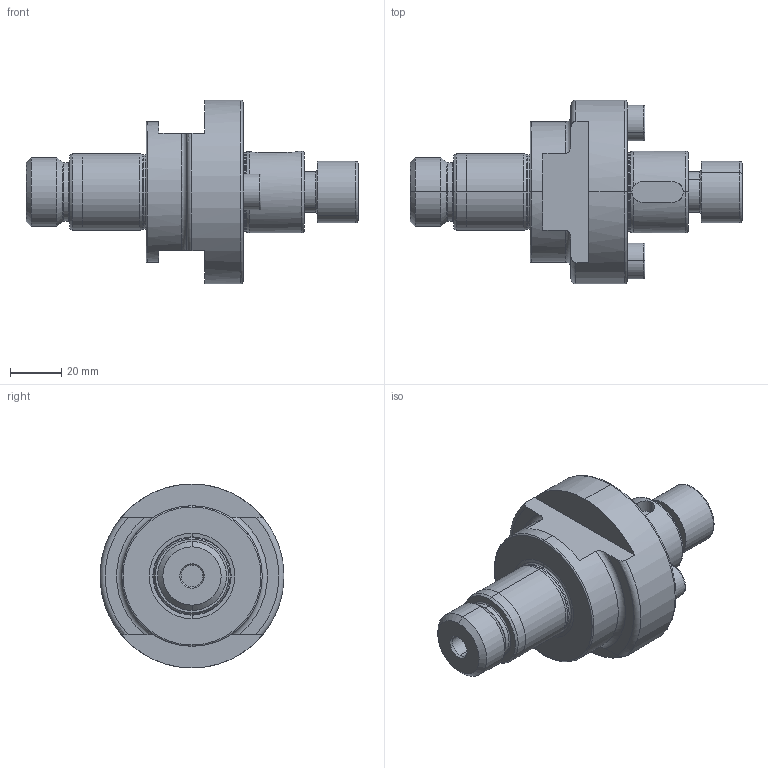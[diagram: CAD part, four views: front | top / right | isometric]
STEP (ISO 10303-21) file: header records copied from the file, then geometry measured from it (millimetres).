
FILE_DESCRIPTION (( 'STEP AP203' ), '1' );
FILE_NAME ('350.550.032C.STEP', '2024-09-02T11:58:38', ( '' ), ( '' ), 'SwSTEP 2.0', 'SolidWorks 2022', '' );
FILE_SCHEMA (( 'CONFIG_CONTROL_DESIGN' ));
Length unit declared in the file: millimetre
Products named in the file (4): D32-ER1.002.035_A; D32-ER2.001.022_B; CA5-D32.001.038_B; 350.550.032C
Assembly tree (4 placements, depth 2):
  350.550.032C
    CA5-D32.001.038_B
    D32-ER2.001.022_B  x2
    D32-ER1.002.035_A
Bounding box: 130 x 72 x 72 mm (x, y, z)
Volume: 167946.5 mm3; surface area: 34839 mm2
Topology: 4 solids, 4 shells, 235 faces, 528 edges, 302 vertices
Faces by surface type: cylinder 71, cone 56, plane 56, torus 52
Entity records: 6111 total; most frequent: CARTESIAN_POINT 1345, DIRECTION 995, ORIENTED_EDGE 852, EDGE_CURVE 426, AXIS2_PLACEMENT_3D 417, VERTEX_POINT 251, CIRCLE 215, EDGE_LOOP 215
